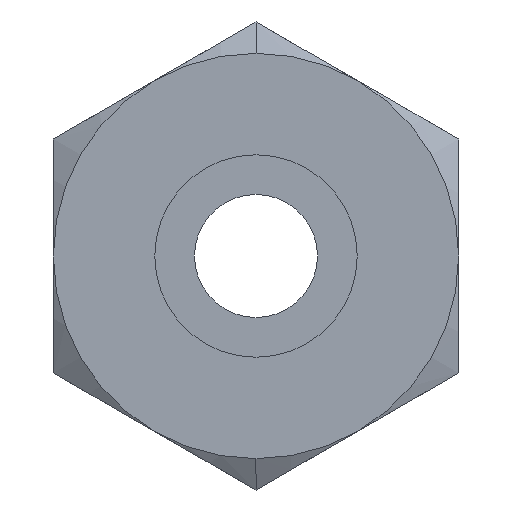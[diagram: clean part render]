
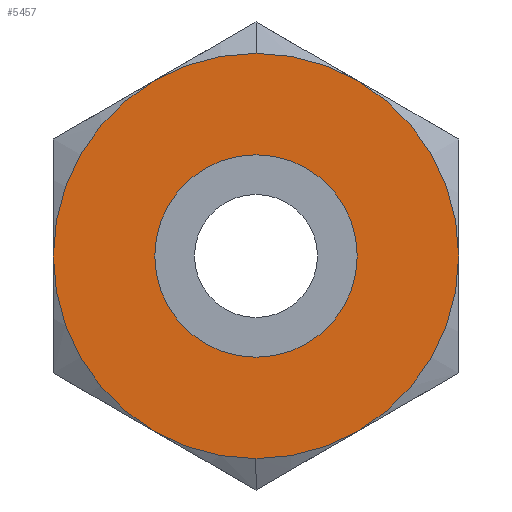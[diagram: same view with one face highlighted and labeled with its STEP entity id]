
A CAD part, left-side view. The second image highlights one B-rep face of the part: STEP entity #5457.
In plain terms, the highlighted planar face has unit normal (-1, 0, 0).
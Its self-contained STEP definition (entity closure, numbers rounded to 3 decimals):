
#107 = CIRCLE ( 'NONE', #1172, 3.965 ) ;
#314 = CIRCLE ( 'NONE', #7681, 7.935 ) ;
#350 = DIRECTION ( 'NONE',  ( -1., 0., 0. ) ) ;
#650 = ORIENTED_EDGE ( 'NONE', *, *, #4580, .T. ) ;
#1030 = ORIENTED_EDGE ( 'NONE', *, *, #3533, .F. ) ;
#1138 = CARTESIAN_POINT ( 'NONE',  ( 0., 0., 3.967 ) ) ;
#1172 = AXIS2_PLACEMENT_3D ( 'NONE', #2958, #6054, #7180 ) ;
#1315 = DIRECTION ( 'NONE',  ( 0., 0., 1. ) ) ;
#1477 = EDGE_CURVE ( 'NONE', #4484, #4060, #107, .T. ) ;
#2319 = ORIENTED_EDGE ( 'NONE', *, *, #1477, .T. ) ;
#2768 = EDGE_LOOP ( 'NONE', ( #1030, #6760 ) ) ;
#2958 = CARTESIAN_POINT ( 'NONE',  ( 0., 0., 0. ) ) ;
#3071 = DIRECTION ( 'NONE',  ( 1., 0., 0. ) ) ;
#3114 = CARTESIAN_POINT ( 'NONE',  ( 0., 0., 0. ) ) ;
#3533 = EDGE_CURVE ( 'NONE', #5052, #6034, #314, .T. ) ;
#3633 = DIRECTION ( 'NONE',  ( 0., 0., 1. ) ) ;
#3636 = CARTESIAN_POINT ( 'NONE',  ( 0., 0., 0. ) ) ;
#3765 = AXIS2_PLACEMENT_3D ( 'NONE', #3114, #7041, #1315 ) ;
#4060 = VERTEX_POINT ( 'NONE', #4765 ) ;
#4148 = CARTESIAN_POINT ( 'NONE',  ( 0., 0., -3.965 ) ) ;
#4484 = VERTEX_POINT ( 'NONE', #4148 ) ;
#4580 = EDGE_CURVE ( 'NONE', #4060, #4484, #7327, .T. ) ;
#4765 = CARTESIAN_POINT ( 'NONE',  ( 0., 0., 3.965 ) ) ;
#4779 = PLANE ( 'NONE',  #5580 ) ;
#4791 = CARTESIAN_POINT ( 'NONE',  ( 0., 0., -7.935 ) ) ;
#4909 = AXIS2_PLACEMENT_3D ( 'NONE', #3636, #6113, #6815 ) ;
#4960 = CARTESIAN_POINT ( 'NONE',  ( 0., 0., 0. ) ) ;
#5022 = EDGE_LOOP ( 'NONE', ( #2319, #650 ) ) ;
#5052 = VERTEX_POINT ( 'NONE', #7163 ) ;
#5457 = ADVANCED_FACE ( 'NONE', ( #5989, #6775 ), #4779, .T. ) ;
#5580 = AXIS2_PLACEMENT_3D ( 'NONE', #1138, #350, #3633 ) ;
#5749 = DIRECTION ( 'NONE',  ( 0., 0., 1. ) ) ;
#5989 = FACE_BOUND ( 'NONE', #5022, .T. ) ;
#6034 = VERTEX_POINT ( 'NONE', #4791 ) ;
#6054 = DIRECTION ( 'NONE',  ( 1., 0., 0. ) ) ;
#6113 = DIRECTION ( 'NONE',  ( 1., 0., 0. ) ) ;
#6363 = EDGE_CURVE ( 'NONE', #6034, #5052, #7420, .T. ) ;
#6760 = ORIENTED_EDGE ( 'NONE', *, *, #6363, .F. ) ;
#6775 = FACE_OUTER_BOUND ( 'NONE', #2768, .T. ) ;
#6815 = DIRECTION ( 'NONE',  ( 0., 0., -1. ) ) ;
#7041 = DIRECTION ( 'NONE',  ( 1., 0., 0. ) ) ;
#7163 = CARTESIAN_POINT ( 'NONE',  ( 0., 0., 7.935 ) ) ;
#7180 = DIRECTION ( 'NONE',  ( 0., 0., -1. ) ) ;
#7327 = CIRCLE ( 'NONE', #3765, 3.965 ) ;
#7420 = CIRCLE ( 'NONE', #4909, 7.935 ) ;
#7681 = AXIS2_PLACEMENT_3D ( 'NONE', #4960, #3071, #5749 ) ;
